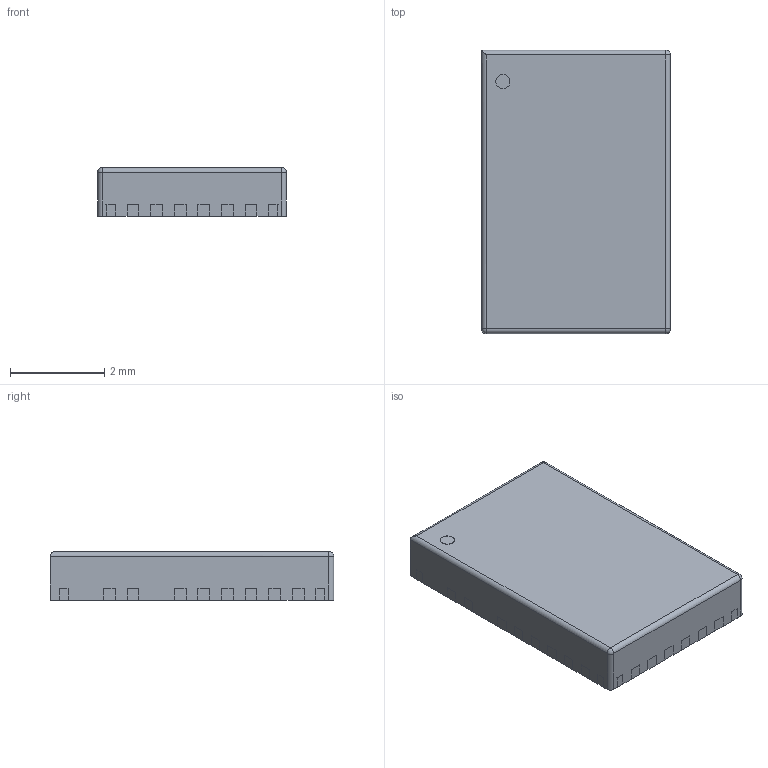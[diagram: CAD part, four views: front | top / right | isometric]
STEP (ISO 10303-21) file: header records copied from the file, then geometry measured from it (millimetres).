
FILE_DESCRIPTION (( 'STEP AP214' ), '1' );
FILE_NAME ('LT8350RV#PBF.STEP', '2023-03-01T10:20:48', ( '' ), ( '' ), 'SwSTEP 2.0', 'SolidWorks 2022', '' );
FILE_SCHEMA (( 'AUTOMOTIVE_DESIGN' ));
Length unit declared in the file: millimetre
Products named in the file (1): LT8350RV#PBF
Bounding box: 4 x 6 x 1.03 mm (x, y, z)
Volume: 24.7 mm3; surface area: 119.6 mm2
Topology: 38 solids, 38 shells, 413 faces, 989 edges, 654 vertices
Faces by surface type: plane 327, cylinder 83, sphere 3
Entity records: 14994 total; most frequent: CARTESIAN_POINT 2057, DIRECTION 1977, ORIENTED_EDGE 1972, EDGE_CURVE 986, VECTOR 821, LINE 821, VERTEX_POINT 654, AXIS2_PLACEMENT_3D 578
